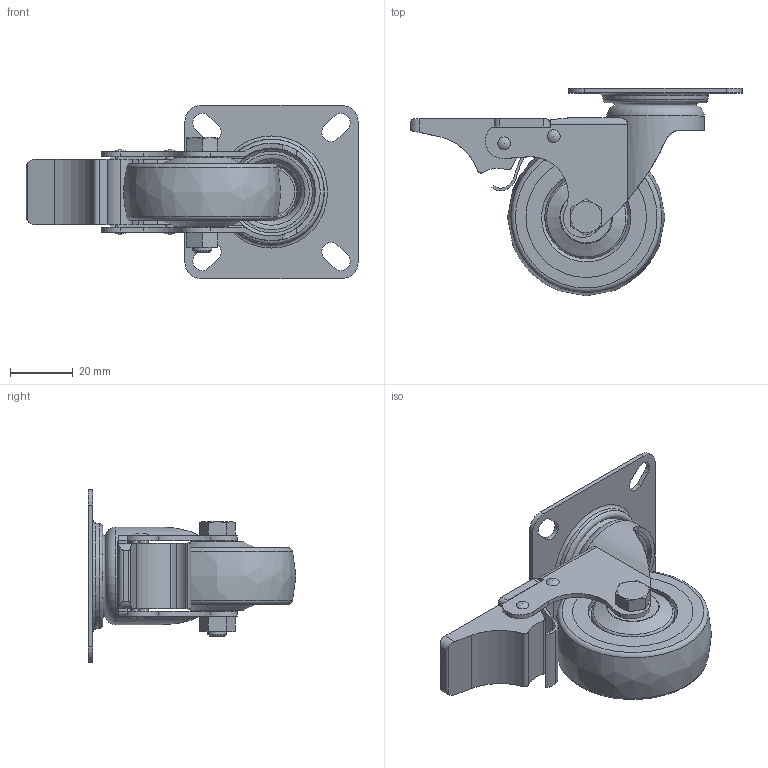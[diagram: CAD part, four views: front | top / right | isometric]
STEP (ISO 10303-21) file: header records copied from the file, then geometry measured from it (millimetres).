
FILE_DESCRIPTION(/* description */ ('RUOTA D.50 GIREV. C/P C/F'),/* implementation_level */ '2;1');
FILE_NAME(/* name */ 'CRUST0000016.stp',/* time_stamp */ '2025-02-10T13:48:59+01:00',/* author */ ('tecnico5'),/* organization */ (''),/* preprocessor_version */ 'ST-DEVELOPER v20',/* originating_system */ 'Autodesk Inventor 2022',/* authorisation */ '');
FILE_SCHEMA (('AUTOMOTIVE_DESIGN { 1 0 10303 214 3 1 1 }'));
Length unit declared in the file: millimetre
Products named in the file (8): CRUST0000016; 440000020097; 440000020098; 440000020099; 440000020100; 440000020101; 440000020102; 440000020103
Assembly tree (8 placements, depth 2):
  CRUST0000016
    440000020097
    440000020098
    440000020099
    440000020100
    440000020101
    440000020102  x2
    440000020103
Bounding box: 105.5 x 66 x 55 mm (x, y, z)
Volume: 54365 mm3; surface area: 33388 mm2
Topology: 8 solids, 8 shells, 243 faces, 567 edges, 356 vertices
Faces by surface type: plane 87, cylinder 72, cone 42, torus 37, sphere 4, bspline 1
Full cylindrical faces by diameter (mm): 3 x2, 4.917 x1, 5.9 x1, 6 x3, 6.3 x2, 7.9 x1, 8 x3, 9.2 x1, 16.2 x1, 19 x1, 25.4 x2, 26 x1, 26.4 x2, 28 x1, 28.4 x2, 31 x1
Entity records: 7266 total; most frequent: CARTESIAN_POINT 1447, DIRECTION 1234, ORIENTED_EDGE 1088, EDGE_CURVE 544, AXIS2_PLACEMENT_3D 511, VERTEX_POINT 345, EDGE_LOOP 275, CIRCLE 260
